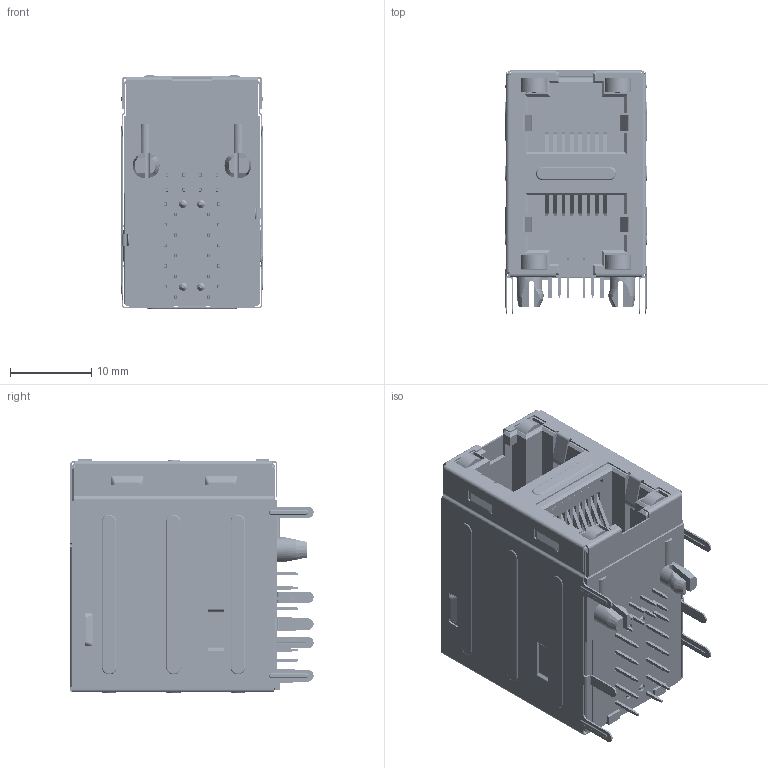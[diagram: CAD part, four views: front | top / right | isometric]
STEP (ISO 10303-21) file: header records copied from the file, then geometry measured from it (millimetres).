
FILE_DESCRIPTION((''),'2;1');
FILE_NAME('30839-XXXXXXXX-XXX','2018-06-21T',('t01272'),(''),'PRO/ENGINEER BY PARAMETRIC TECHNOLOGY CORPORATION, 2007450','PRO/ENGINEER BY PARAMETRIC TECHNOLOGY CORPORATION, 2007450','');
FILE_SCHEMA(('AUTOMOTIVE_DESIGN { 1 0 10303 214 1 1 1 1 }'));
Products named in the file (1): 30839-XXXXXXXX-XXX
Bounding box: 17.5 x 29.85 x 28.75 mm (x, y, z)
Volume: 5083.3 mm3; surface area: 19476.4 mm2
Topology: 3 solids, 23 shells, 7977 faces, 23121 edges, 14983 vertices
Faces by surface type: plane 5504, cylinder 1908, extrusion 187, cone 159, sphere 80, torus 71, bspline 66, revolution 2
Entity records: 274512 total; most frequent: CARTESIAN_POINT 61542, ORIENTED_EDGE 45992, DIRECTION 42240, EDGE_CURVE 23027, VECTOR 18196, LINE 18009, VERTEX_POINT 14977, AXIS2_PLACEMENT_3D 12021
